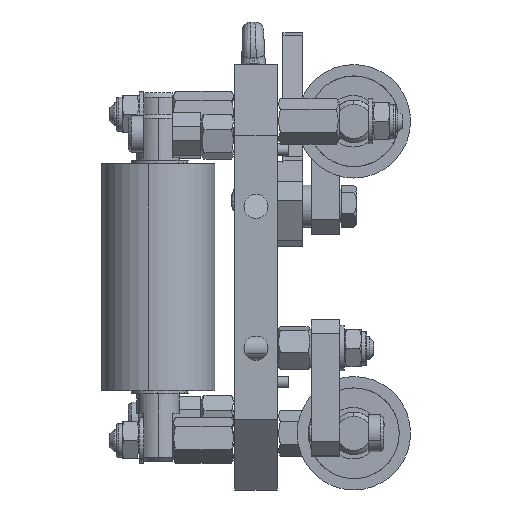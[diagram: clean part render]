
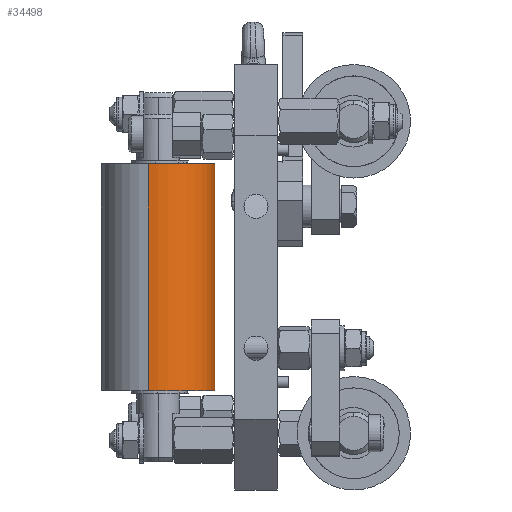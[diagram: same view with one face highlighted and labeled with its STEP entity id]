
A CAD part, front view. The second image highlights one B-rep face of the part: STEP entity #34498.
In plain terms, the highlighted cylindrical face has radius 20 mm (diameter 40 mm), a partial arc.
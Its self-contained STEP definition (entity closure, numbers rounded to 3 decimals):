
#6179 = AXIS2_PLACEMENT_3D ( 'NONE', #8168, #8157, #8176 ) ;
#8157 = DIRECTION ( 'NONE',  ( 0., 0., 1. ) ) ;
#8168 = CARTESIAN_POINT ( 'NONE',  ( -21.682, -40.896, -52.656 ) ) ;
#8176 = DIRECTION ( 'NONE',  ( -0.171, -0.985, 0. ) ) ;
#9045 = FACE_OUTER_BOUND ( 'NONE', #37495, .T. ) ;
#9064 = CYLINDRICAL_SURFACE ( 'NONE', #6179, 20. ) ;
#14928 = AXIS2_PLACEMENT_3D ( 'NONE', #23192, #23193, #23194 ) ;
#14930 = AXIS2_PLACEMENT_3D ( 'NONE', #23195, #23196, #23197 ) ;
#21945 = CIRCLE ( 'NONE', #14928, 20. ) ;
#21946 = LINE ( 'NONE', #23176, #21948 ) ;
#21947 = CIRCLE ( 'NONE', #14930, 20. ) ;
#21948 = VECTOR ( 'NONE', #23183, 1000. ) ;
#21950 = LINE ( 'NONE', #23190, #21952 ) ;
#21952 = VECTOR ( 'NONE', #23191, 1000. ) ;
#23176 = CARTESIAN_POINT ( 'NONE',  ( -18.257, -21.191, -52.656 ) ) ;
#23183 = DIRECTION ( 'NONE',  ( 0., 0., 1. ) ) ;
#23190 = CARTESIAN_POINT ( 'NONE',  ( -25.107, -60.6, -52.656 ) ) ;
#23191 = DIRECTION ( 'NONE',  ( 0., 0., 1. ) ) ;
#23192 = CARTESIAN_POINT ( 'NONE',  ( -21.682, -40.896, -52.656 ) ) ;
#23193 = DIRECTION ( 'NONE',  ( 0., 0., -1. ) ) ;
#23194 = DIRECTION ( 'NONE',  ( 0.171, 0.985, 0. ) ) ;
#23195 = CARTESIAN_POINT ( 'NONE',  ( -21.682, -40.896, 27.344 ) ) ;
#23196 = DIRECTION ( 'NONE',  ( 0., 0., -1. ) ) ;
#23197 = DIRECTION ( 'NONE',  ( 0.171, 0.985, 0. ) ) ;
#28513 = CARTESIAN_POINT ( 'NONE',  ( -18.257, -21.191, -52.656 ) ) ;
#28514 = CARTESIAN_POINT ( 'NONE',  ( -25.107, -60.6, -52.656 ) ) ;
#28519 = CARTESIAN_POINT ( 'NONE',  ( -18.257, -21.191, 27.344 ) ) ;
#28520 = CARTESIAN_POINT ( 'NONE',  ( -25.107, -60.6, 27.344 ) ) ;
#34498 = ADVANCED_FACE ( 'NONE', ( #9045 ), #9064, .T. ) ;
#37495 = EDGE_LOOP ( 'NONE', ( #40838, #40839, #40840, #40841 ) ) ;
#40055 = EDGE_CURVE ( 'NONE', #41702, #41708, #21946, .T. ) ;
#40056 = EDGE_CURVE ( 'NONE', #41702, #41703, #21945, .T. ) ;
#40057 = EDGE_CURVE ( 'NONE', #41708, #41709, #21947, .T. ) ;
#40058 = EDGE_CURVE ( 'NONE', #41703, #41709, #21950, .T. ) ;
#40838 = ORIENTED_EDGE ( 'NONE', *, *, #40056, .F. ) ;
#40839 = ORIENTED_EDGE ( 'NONE', *, *, #40055, .T. ) ;
#40840 = ORIENTED_EDGE ( 'NONE', *, *, #40057, .T. ) ;
#40841 = ORIENTED_EDGE ( 'NONE', *, *, #40058, .F. ) ;
#41702 = VERTEX_POINT ( 'NONE', #28513 ) ;
#41703 = VERTEX_POINT ( 'NONE', #28514 ) ;
#41708 = VERTEX_POINT ( 'NONE', #28519 ) ;
#41709 = VERTEX_POINT ( 'NONE', #28520 ) ;
